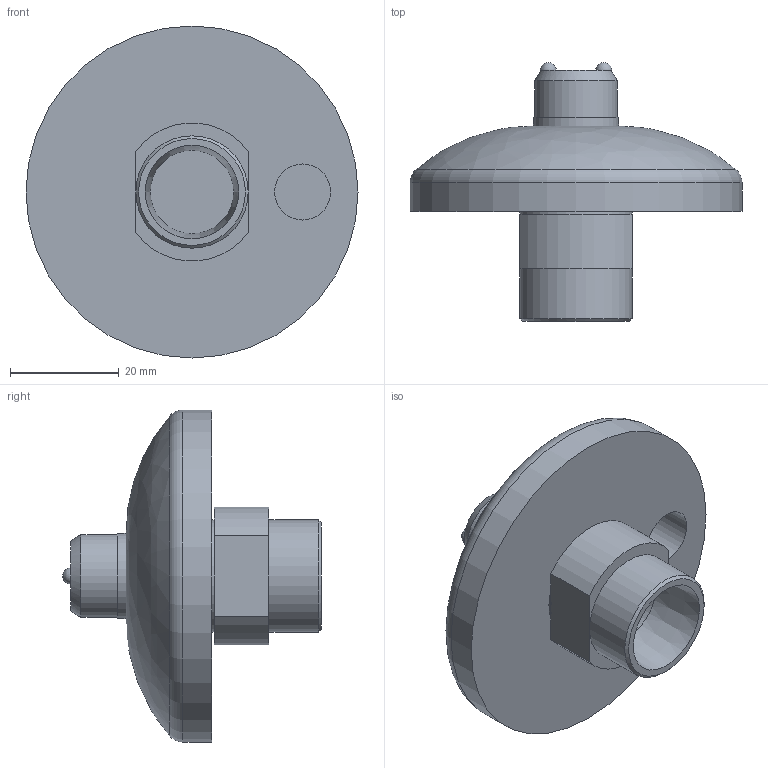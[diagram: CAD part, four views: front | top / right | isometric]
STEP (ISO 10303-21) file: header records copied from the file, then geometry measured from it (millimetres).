
FILE_DESCRIPTION(/* description */ ('This is default description.','CAx-IF Rec.Pracs.---Representation and Presentation of Product Manufacturing Information (PMI)---4.0---2014-10-13'),/* implementation_level */ '2;1');
FILE_NAME(/* name */ 'Victaulic-FP-Emitter Series 953 (Brass)_0.125.stp',/* time_stamp */ '2020-01-08T17:24:35+06:00',/* author */ ('Vjadhav'),/* organization */ ('Victaulic'),/* preprocessor_version */ 'ST-DEVELOPER v17',/* originating_system */ 'Autodesk Inventor 2019',/* authorisation */ '');
FILE_SCHEMA (('AP242_MANAGED_MODEL_BASED_3D_ENGINEERING_MIM_LF { 1 0 10303 442 1 1 4 }'));
Length unit declared in the file: inch
Products named in the file (2): 953 (Brass)-0.125; 953-0.125
Assembly tree (1 placements, depth 2):
  953 (Brass)-0.125
    953-0.125
Bounding box: 60.96 x 47.55 x 60.96 mm (x, y, z)
Volume: 42053.6 mm3; surface area: 10492.1 mm2
Topology: 1 solids, 1 shells, 30 faces, 77 edges, 51 vertices
Faces by surface type: plane 14, cylinder 9, cone 3, sphere 2, torus 1, bspline 1
Full cylindrical faces by diameter (mm): 10.287 x1, 15.208 x1, 15.291 x1, 15.621 x1, 20.625 x2, 60.96 x1
Entity records: 1055 total; most frequent: DIRECTION 192, CARTESIAN_POINT 185, ORIENTED_EDGE 150, AXIS2_PLACEMENT_3D 85, EDGE_CURVE 75, CIRCLE 53, VERTEX_POINT 51, EDGE_LOOP 34
